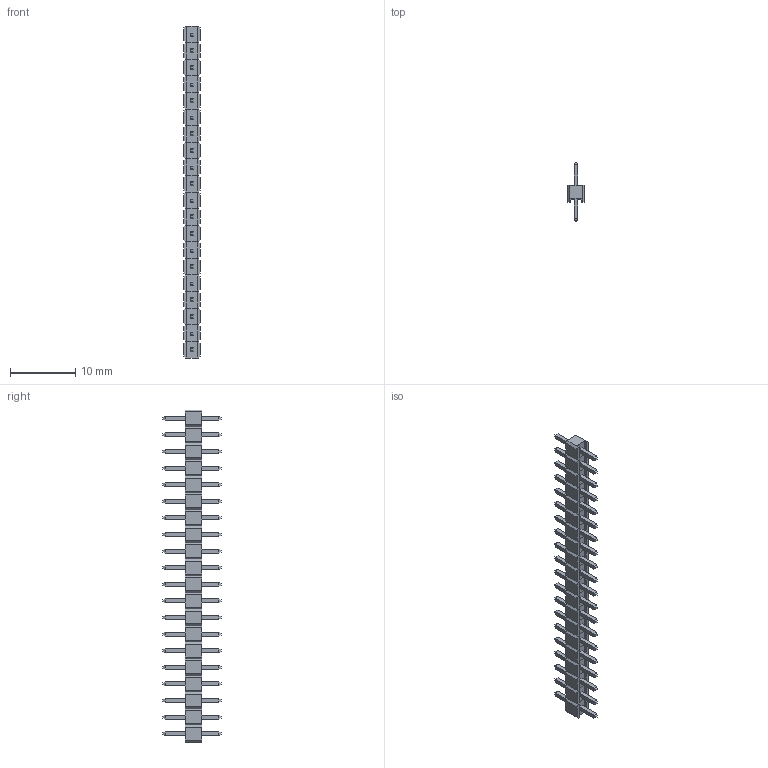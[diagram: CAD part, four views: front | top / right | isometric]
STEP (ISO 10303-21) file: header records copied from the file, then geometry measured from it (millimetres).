
FILE_DESCRIPTION (( 'STEP AP214' ), '1' );
FILE_NAME ('Pin Header 20 Way.STEP', '2025-07-01T08:49:12', ( '' ), ( '' ), 'SwSTEP 2.0', 'SolidWorks 2025', '' );
FILE_SCHEMA (( 'AUTOMOTIVE_DESIGN' ));
Length unit declared in the file: millimetre
Products named in the file (1): Pin Header 20 Way
Bounding box: 2.54 x 8.88 x 50.8 mm (x, y, z)
Volume: 324.5 mm3; surface area: 1046.6 mm2
Topology: 20 solids, 20 shells, 640 faces, 1520 edges, 960 vertices
Faces by surface type: plane 640
Entity records: 25078 total; most frequent: CARTESIAN_POINT 3121, ORIENTED_EDGE 3040, DIRECTION 2802, EDGE_CURVE 1520, LINE 1520, VECTOR 1520, VERTEX_POINT 960, EDGE_LOOP 680
